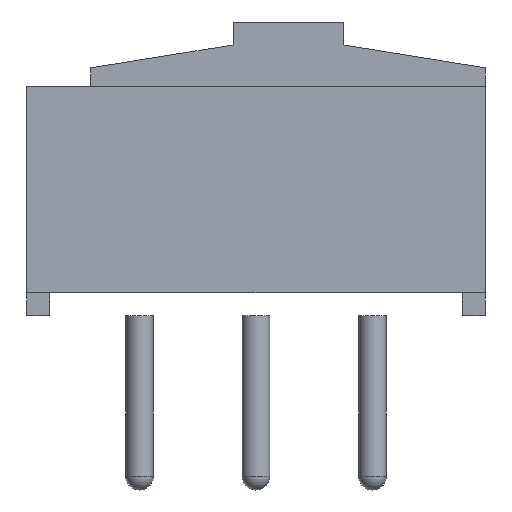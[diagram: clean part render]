
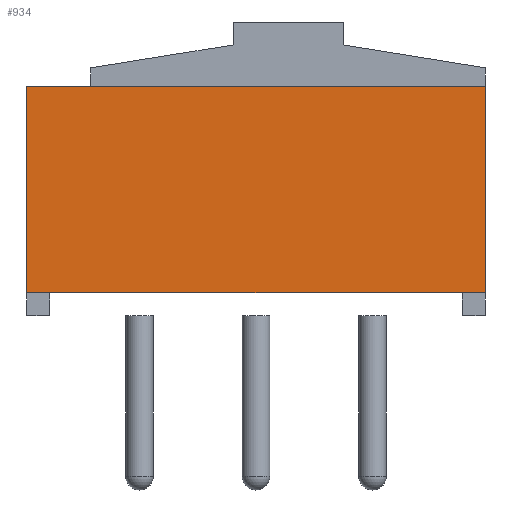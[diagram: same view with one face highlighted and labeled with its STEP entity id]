
A CAD part, front view. The second image highlights one B-rep face of the part: STEP entity #934.
In plain terms, the highlighted planar face has unit normal (0, -1, 0).
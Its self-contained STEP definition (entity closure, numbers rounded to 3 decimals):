
#802=CARTESIAN_POINT('',(5.,-1.25,0.5));
#803=VERTEX_POINT('',#802);
#810=CARTESIAN_POINT('',(-5.0,-1.25,0.5));
#811=VERTEX_POINT('',#810);
#812=CARTESIAN_POINT('',(-5.0,-1.25,0.5));
#813=DIRECTION('',(1.0,0.0,0.0));
#814=VECTOR('',#813,10.);
#815=LINE('',#812,#814);
#816=EDGE_CURVE('',#811,#803,#815,.T.);
#840=CARTESIAN_POINT('',(5.,-1.25,5.0));
#841=VERTEX_POINT('',#840);
#848=CARTESIAN_POINT('',(5.,-1.25,0.5));
#849=DIRECTION('',(0.0,0.0,1.0));
#850=VECTOR('',#849,4.5);
#851=LINE('',#848,#850);
#852=EDGE_CURVE('',#803,#841,#851,.T.);
#871=CARTESIAN_POINT('',(-5.0,-1.25,5.0));
#872=VERTEX_POINT('',#871);
#879=CARTESIAN_POINT('',(5.,-1.25,5.0));
#880=DIRECTION('',(-1.0,0.0,0.0));
#881=VECTOR('',#880,10.);
#882=LINE('',#879,#881);
#883=EDGE_CURVE('',#841,#872,#882,.T.);
#901=CARTESIAN_POINT('',(-5.0,-1.25,5.0));
#902=DIRECTION('',(0.0,0.0,-1.0));
#903=VECTOR('',#902,4.5);
#904=LINE('',#901,#903);
#905=EDGE_CURVE('',#872,#811,#904,.T.);
#923=CARTESIAN_POINT('',(0.0,-1.25,2.75));
#924=DIRECTION('',(0.0,1.0,0.0));
#925=DIRECTION('',(0.0,0.0,-1.0));
#926=AXIS2_PLACEMENT_3D('',#923,#924,#925);
#927=PLANE('',#926);
#928=ORIENTED_EDGE('',*,*,#905,.T.);
#929=ORIENTED_EDGE('',*,*,#816,.T.);
#930=ORIENTED_EDGE('',*,*,#852,.T.);
#931=ORIENTED_EDGE('',*,*,#883,.T.);
#932=EDGE_LOOP('',(#928,#929,#930,#931));
#933=FACE_OUTER_BOUND('',#932,.T.);
#934=ADVANCED_FACE('',(#933),#927,.F.);
